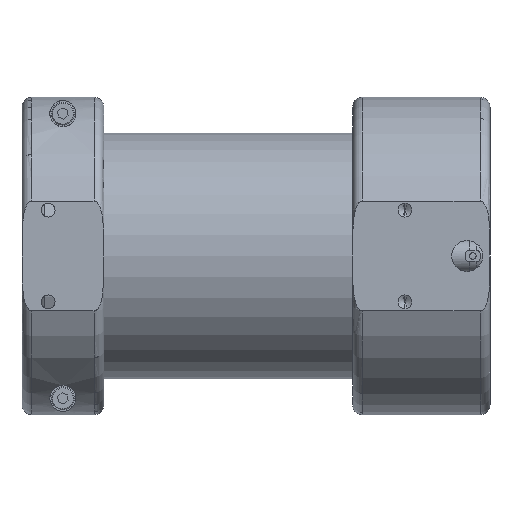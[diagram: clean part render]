
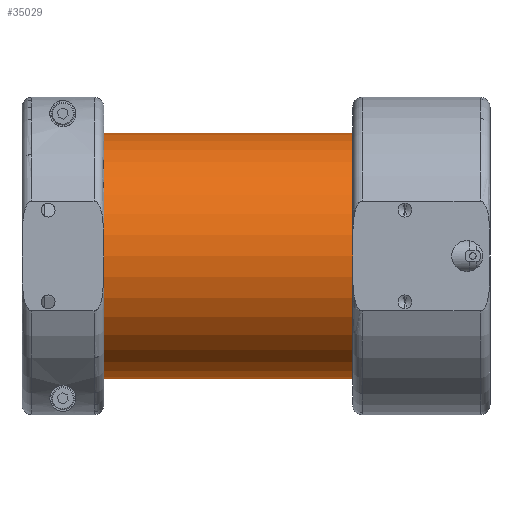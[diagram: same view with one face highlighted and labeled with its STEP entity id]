
A CAD part, front view. The second image highlights one B-rep face of the part: STEP entity #35029.
In plain terms, the highlighted cylindrical face has radius 37.5 mm (diameter 75 mm), a partial arc.
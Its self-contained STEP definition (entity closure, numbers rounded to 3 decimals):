
#145 = FACE_OUTER_BOUND ( 'NONE', #32976, .T. ) ;
#332 = EDGE_CURVE ( 'NONE', #9607, #13324, #35686, .T. ) ;
#1045 = CARTESIAN_POINT ( 'NONE',  ( 2., 0., 0. ) ) ;
#1132 = DIRECTION ( 'NONE',  ( 0., 0., 1. ) ) ;
#4338 = DIRECTION ( 'NONE',  ( 0., 0., -1. ) ) ;
#4647 = LINE ( 'NONE', #33451, #38596 ) ;
#6075 = ORIENTED_EDGE ( 'NONE', *, *, #332, .T. ) ;
#6199 = CARTESIAN_POINT ( 'NONE',  ( 98., 0., 0. ) ) ;
#6896 = CARTESIAN_POINT ( 'NONE',  ( 2., 0., 37.5 ) ) ;
#9607 = VERTEX_POINT ( 'NONE', #39840 ) ;
#10360 = CARTESIAN_POINT ( 'NONE',  ( 98., 0., 37.5 ) ) ;
#10646 = DIRECTION ( 'NONE',  ( -1., 0., 0. ) ) ;
#13324 = VERTEX_POINT ( 'NONE', #10360 ) ;
#14989 = DIRECTION ( 'NONE',  ( 0., 0., 1. ) ) ;
#20171 = EDGE_CURVE ( 'NONE', #13324, #34279, #4647, .T. ) ;
#20697 = CARTESIAN_POINT ( 'NONE',  ( 0., 0., 0. ) ) ;
#21106 = EDGE_CURVE ( 'NONE', #9607, #23450, #33399, .T. ) ;
#21528 = AXIS2_PLACEMENT_3D ( 'NONE', #20697, #27281, #1132 ) ;
#21613 = CARTESIAN_POINT ( 'NONE',  ( 0., 0., -37.5 ) ) ;
#23450 = VERTEX_POINT ( 'NONE', #32361 ) ;
#24016 = DIRECTION ( 'NONE',  ( 1., 0., 0. ) ) ;
#25108 = EDGE_CURVE ( 'NONE', #34279, #23450, #33040, .T. ) ;
#25156 = ORIENTED_EDGE ( 'NONE', *, *, #25108, .T. ) ;
#26117 = AXIS2_PLACEMENT_3D ( 'NONE', #6199, #41786, #14989 ) ;
#27281 = DIRECTION ( 'NONE',  ( -1., 0., 0. ) ) ;
#29963 = AXIS2_PLACEMENT_3D ( 'NONE', #1045, #24016, #4338 ) ;
#30147 = ORIENTED_EDGE ( 'NONE', *, *, #21106, .F. ) ;
#30941 = CYLINDRICAL_SURFACE ( 'NONE', #21528, 37.5 ) ;
#32361 = CARTESIAN_POINT ( 'NONE',  ( 2., 0., -37.5 ) ) ;
#32976 = EDGE_LOOP ( 'NONE', ( #30147, #6075, #34130, #25156 ) ) ;
#33040 = CIRCLE ( 'NONE', #29963, 37.5 ) ;
#33399 = LINE ( 'NONE', #21613, #42100 ) ;
#33451 = CARTESIAN_POINT ( 'NONE',  ( 0., 0., 37.5 ) ) ;
#34130 = ORIENTED_EDGE ( 'NONE', *, *, #20171, .T. ) ;
#34279 = VERTEX_POINT ( 'NONE', #6896 ) ;
#35029 = ADVANCED_FACE ( 'NONE', ( #145 ), #30941, .T. ) ;
#35686 = CIRCLE ( 'NONE', #26117, 37.5 ) ;
#38596 = VECTOR ( 'NONE', #10646, 1000. ) ;
#39840 = CARTESIAN_POINT ( 'NONE',  ( 98., 0., -37.5 ) ) ;
#41365 = DIRECTION ( 'NONE',  ( -1., 0., 0. ) ) ;
#41786 = DIRECTION ( 'NONE',  ( -1., 0., 0. ) ) ;
#42100 = VECTOR ( 'NONE', #41365, 1000. ) ;
